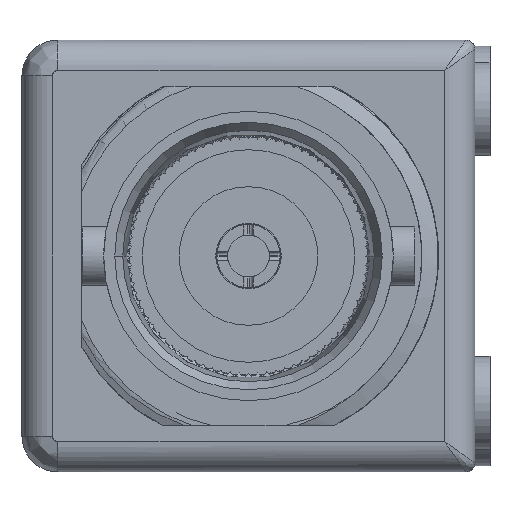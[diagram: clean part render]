
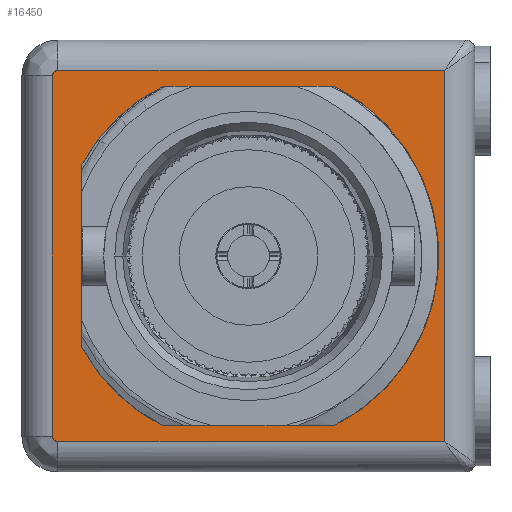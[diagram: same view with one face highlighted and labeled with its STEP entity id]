
A CAD part, left-side view. The second image highlights one B-rep face of the part: STEP entity #16450.
In plain terms, the highlighted planar face has unit normal (-1, 0, 0).
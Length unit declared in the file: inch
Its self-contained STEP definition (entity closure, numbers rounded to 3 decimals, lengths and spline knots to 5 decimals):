
#4072=CARTESIAN_POINT('',(0.6855,0.,0.));
#4073=DIRECTION('',(1.,0.,0.));
#4074=DIRECTION('',(0.,0.876,0.482));
#4075=AXIS2_PLACEMENT_3D('',#4072,#4073,#4074);
#4093=DIRECTION('',(0.,-1.,0.));
#4094=VECTOR('',#4093,0.50749);
#4095=CARTESIAN_POINT('',(0.6855,0.25024,
-0.24346));
#4096=LINE('',#4095,#4094);
#4097=CARTESIAN_POINT('',(0.6855,0.25024,
-0.23646));
#4098=DIRECTION('',(-1.,0.,0.));
#4099=DIRECTION('',(0.,1.,0.));
#4100=AXIS2_PLACEMENT_3D('',#4097,#4098,#4099);
#4102=DIRECTION('',(0.,0.,-1.));
#4103=VECTOR('',#4102,0.47293);
#4104=CARTESIAN_POINT('',(0.6855,0.25724,
0.23646));
#4105=LINE('',#4104,#4103);
#4106=CARTESIAN_POINT('',(0.6855,0.25024,
0.23646));
#4107=DIRECTION('',(-1.,0.,0.));
#4108=DIRECTION('',(0.,0.,1.));
#4109=AXIS2_PLACEMENT_3D('',#4106,#4107,#4108);
#4111=DIRECTION('',(0.,1.,0.));
#4112=VECTOR('',#4111,0.50749);
#4113=CARTESIAN_POINT('',(0.6855,-0.25724,
0.24346));
#4114=LINE('',#4113,#4112);
#4115=DIRECTION('',(0.,0.,1.));
#4116=VECTOR('',#4115,0.48693);
#4117=CARTESIAN_POINT('',(0.6855,-0.25724,
-0.24346));
#4118=LINE('',#4117,#4116);
#4119=DIRECTION('',(0.,0.,-1.));
#4120=VECTOR('',#4119,0.24051);
#4121=CARTESIAN_POINT('',(0.6855,0.21855,0.12025));
#4122=LINE('',#4121,#4120);
#4123=DIRECTION('',(0.,-1.,0.));
#4124=VECTOR('',#4123,0.22357);
#4125=CARTESIAN_POINT('',(0.6855,0.11179,-0.223));
#4126=LINE('',#4125,#4124);
#4127=DIRECTION('',(0.,1.,0.));
#4128=VECTOR('',#4127,0.22357);
#4129=CARTESIAN_POINT('',(0.6855,-0.11179,0.223));
#4130=LINE('',#4129,#4128);
#4193=CARTESIAN_POINT('',(0.6855,-0.25724,
-0.24346));
#4216=CARTESIAN_POINT('',(0.6855,-0.25724,
0.24346));
#5865=CARTESIAN_POINT('',(0.6855,0.,0.));
#5866=DIRECTION('',(1.,0.,0.));
#5867=DIRECTION('',(0.,0.448,-0.894));
#5868=AXIS2_PLACEMENT_3D('',#5865,#5866,#5867);
#6962=CARTESIAN_POINT('',(0.6855,0.,0.));
#6963=DIRECTION('',(1.,0.,0.));
#6964=DIRECTION('',(0.,-0.448,0.894));
#6965=AXIS2_PLACEMENT_3D('',#6962,#6963,#6964);
#10236=CARTESIAN_POINT('',(0.6855,-0.11179,0.223));
#10238=VERTEX_POINT('',#10236);
#10269=CARTESIAN_POINT('',(0.6855,0.11179,0.223));
#10271=VERTEX_POINT('',#10269);
#10300=CARTESIAN_POINT('',(0.6855,0.11179,-0.223));
#10302=VERTEX_POINT('',#10300);
#10334=CARTESIAN_POINT('',(0.6855,-0.11179,-0.223));
#10336=VERTEX_POINT('',#10334);
#10411=CARTESIAN_POINT('',(0.6855,0.21855,0.12025));
#10413=VERTEX_POINT('',#10411);
#10444=CARTESIAN_POINT('',(0.6855,0.21855,-0.12025));
#10446=VERTEX_POINT('',#10444);
#10573=CARTESIAN_POINT('',(0.6855,0.25724,
-0.23646));
#10574=CARTESIAN_POINT('',(0.6855,0.25024,
-0.24346));
#10575=VERTEX_POINT('',#10573);
#10576=VERTEX_POINT('',#10574);
#10577=CARTESIAN_POINT('',(0.6855,0.25724,
0.23646));
#10578=VERTEX_POINT('',#10577);
#10579=CARTESIAN_POINT('',(0.6855,0.25024,
0.24346));
#10580=VERTEX_POINT('',#10579);
#10690=VERTEX_POINT('',#4216);
#10705=VERTEX_POINT('',#4193);
#16419=CARTESIAN_POINT('',(0.6855,0.,0.));
#16420=DIRECTION('',(1.,0.,0.));
#16421=DIRECTION('',(0.,0.,1.));
#16422=AXIS2_PLACEMENT_3D('',#16419,#16420,#16421);
#16423=PLANE('',#16422);
#16425=ORIENTED_EDGE('',*,*,#16424,.F.);
#16427=ORIENTED_EDGE('',*,*,#16426,.F.);
#16429=ORIENTED_EDGE('',*,*,#16428,.F.);
#16431=ORIENTED_EDGE('',*,*,#16430,.F.);
#16433=ORIENTED_EDGE('',*,*,#16432,.F.);
#16435=ORIENTED_EDGE('',*,*,#16434,.F.);
#16436=EDGE_LOOP('',(#16425,#16427,#16429,#16431,#16433,#16435));
#16437=FACE_OUTER_BOUND('',#16436,.F.);
#16438=ORIENTED_EDGE('',*,*,#16410,.F.);
#16439=ORIENTED_EDGE('',*,*,#16399,.T.);
#16441=ORIENTED_EDGE('',*,*,#16440,.F.);
#16443=ORIENTED_EDGE('',*,*,#16442,.T.);
#16445=ORIENTED_EDGE('',*,*,#16444,.F.);
#16447=ORIENTED_EDGE('',*,*,#16446,.T.);
#16448=EDGE_LOOP('',(#16438,#16439,#16441,#16443,#16445,#16447));
#16449=FACE_BOUND('',#16448,.F.);
#16450=ADVANCED_FACE('',(#16437,#16449),#16423,.F.);
#4076=CIRCLE('',#4075,0.24945);
#4101=CIRCLE('',#4100,0.007);
#4110=CIRCLE('',#4109,0.007);
#5869=CIRCLE('',#5868,0.24945);
#6966=CIRCLE('',#6965,0.24945);
#16399=EDGE_CURVE('',#10413,#10446,#4122,.T.);
#16410=EDGE_CURVE('',#10413,#10271,#4076,.T.);
#16424=EDGE_CURVE('',#10576,#10705,#4096,.T.);
#16426=EDGE_CURVE('',#10575,#10576,#4101,.T.);
#16428=EDGE_CURVE('',#10578,#10575,#4105,.T.);
#16430=EDGE_CURVE('',#10580,#10578,#4110,.T.);
#16432=EDGE_CURVE('',#10690,#10580,#4114,.T.);
#16434=EDGE_CURVE('',#10705,#10690,#4118,.T.);
#16440=EDGE_CURVE('',#10302,#10446,#5869,.T.);
#16442=EDGE_CURVE('',#10302,#10336,#4126,.T.);
#16444=EDGE_CURVE('',#10238,#10336,#6966,.T.);
#16446=EDGE_CURVE('',#10238,#10271,#4130,.T.);
